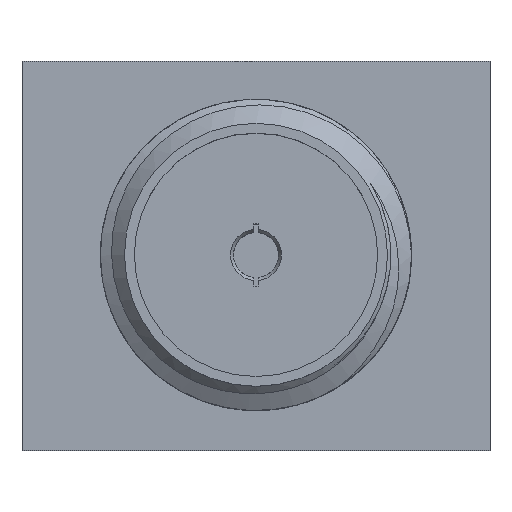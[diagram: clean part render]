
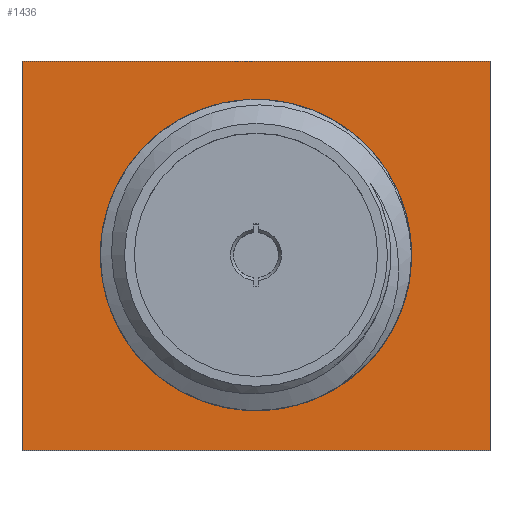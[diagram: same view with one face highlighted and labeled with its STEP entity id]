
A CAD part, top view. The second image highlights one B-rep face of the part: STEP entity #1436.
In plain terms, the highlighted planar face has unit normal (0, 0, 1).
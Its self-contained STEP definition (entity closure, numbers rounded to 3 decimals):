
#51=LINE('',#2002,#127);
#52=LINE('',#2005,#128);
#53=LINE('',#2007,#129);
#54=LINE('',#2009,#130);
#127=VECTOR('',#1648,1000.);
#128=VECTOR('',#1649,1000.);
#129=VECTOR('',#1650,1000.);
#130=VECTOR('',#1651,1000.);
#194=PLANE('',#1512);
#287=ORIENTED_EDGE('',*,*,#538,.T.);
#288=ORIENTED_EDGE('',*,*,#551,.T.);
#289=ORIENTED_EDGE('',*,*,#552,.T.);
#290=ORIENTED_EDGE('',*,*,#553,.T.);
#291=ORIENTED_EDGE('',*,*,#554,.T.);
#538=EDGE_CURVE('',#673,#673,#764,.F.);
#551=EDGE_CURVE('',#686,#687,#51,.T.);
#552=EDGE_CURVE('',#687,#688,#52,.T.);
#553=EDGE_CURVE('',#688,#689,#53,.T.);
#554=EDGE_CURVE('',#689,#686,#54,.T.);
#673=VERTEX_POINT('',#1973);
#686=VERTEX_POINT('',#2003);
#687=VERTEX_POINT('',#2004);
#688=VERTEX_POINT('',#2006);
#689=VERTEX_POINT('',#2008);
#764=CIRCLE('',#1508,2.675);
#812=EDGE_LOOP('',(#287));
#813=EDGE_LOOP('',(#288,#289,#290,#291));
#900=FACE_BOUND('',#812,.T.);
#901=FACE_BOUND('',#813,.T.);
#1436=ADVANCED_FACE('',(#900,#901),#194,.T.);
#1508=AXIS2_PLACEMENT_3D('',#1972,#1626,#1627);
#1512=AXIS2_PLACEMENT_3D('',#2001,#1646,#1647);
#1626=DIRECTION('',(0.,0.,1.));
#1627=DIRECTION('',(1.,0.,0.));
#1646=DIRECTION('',(0.,0.,1.));
#1647=DIRECTION('',(1.,0.,0.));
#1648=DIRECTION('',(0.,-1.,0.));
#1649=DIRECTION('',(1.,0.,0.));
#1650=DIRECTION('',(0.,1.,0.));
#1651=DIRECTION('',(-1.,0.,0.));
#1972=CARTESIAN_POINT('',(0.,0.,1.64));
#1973=CARTESIAN_POINT('',(2.675,0.,1.64));
#2001=CARTESIAN_POINT('',(0.,0.,1.64));
#2002=CARTESIAN_POINT('',(-4.76,3.955,1.64));
#2003=CARTESIAN_POINT('',(-4.76,3.955,1.64));
#2004=CARTESIAN_POINT('',(-4.76,-3.965,1.64));
#2005=CARTESIAN_POINT('',(-4.76,-3.965,1.64));
#2006=CARTESIAN_POINT('',(4.76,-3.965,1.64));
#2007=CARTESIAN_POINT('',(4.76,-3.965,1.64));
#2008=CARTESIAN_POINT('',(4.76,3.955,1.64));
#2009=CARTESIAN_POINT('',(4.76,3.955,1.64));
